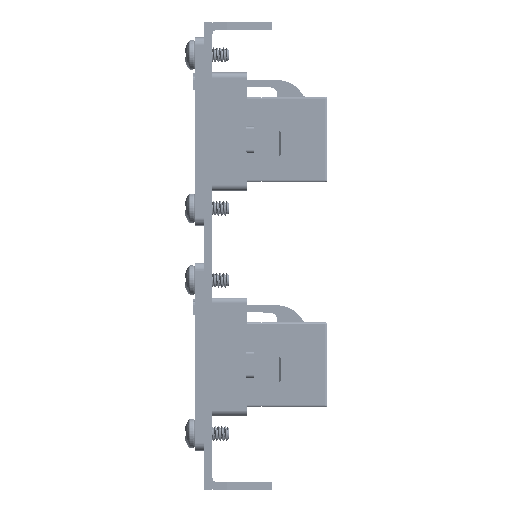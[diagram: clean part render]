
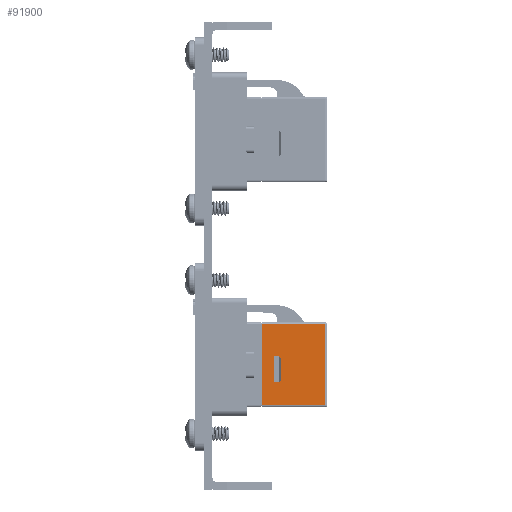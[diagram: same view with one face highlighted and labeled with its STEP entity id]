
A CAD part, left-side view. The second image highlights one B-rep face of the part: STEP entity #91900.
In plain terms, the highlighted face is planar.
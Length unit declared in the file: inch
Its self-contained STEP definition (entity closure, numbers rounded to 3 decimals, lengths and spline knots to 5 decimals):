
#35 = DIRECTION ( 'NONE',  ( 0., 1., 0. ) ) ;
#3074 = ORIENTED_EDGE ( 'NONE', *, *, #40767, .F. ) ;
#4376 = ORIENTED_EDGE ( 'NONE', *, *, #91230, .F. ) ;
#5721 = DIRECTION ( 'NONE',  ( 0., 0.707, 0.707 ) ) ;
#7089 = LINE ( 'NONE', #97911, #45602 ) ;
#8721 = EDGE_CURVE ( 'NONE', #70927, #24205, #57270, .T. ) ;
#9990 = LINE ( 'NONE', #95593, #28066 ) ;
#10257 = CARTESIAN_POINT ( 'NONE',  ( 0.2874, 0.06693, -0.09843 ) ) ;
#10275 = EDGE_CURVE ( 'NONE', #52710, #62474, #9990, .T. ) ;
#10520 = LINE ( 'NONE', #30945, #28569 ) ;
#11673 = DIRECTION ( 'NONE',  ( 0., 0., 1. ) ) ;
#13842 = CARTESIAN_POINT ( 'NONE',  ( 0.2874, -0.30118, 0.49213 ) ) ;
#14177 = LINE ( 'NONE', #93501, #91165 ) ;
#15712 = ORIENTED_EDGE ( 'NONE', *, *, #88711, .T. ) ;
#16444 = LINE ( 'NONE', #83095, #57338 ) ;
#18280 = DIRECTION ( 'NONE',  ( 0., 1., 0. ) ) ;
#20279 = VERTEX_POINT ( 'NONE', #43000 ) ;
#21909 = CARTESIAN_POINT ( 'NONE',  ( 0.2874, -0.12992, -0.12992 ) ) ;
#23212 = CARTESIAN_POINT ( 'NONE',  ( 0.2874, 0.06693, -0.12992 ) ) ;
#24205 = VERTEX_POINT ( 'NONE', #46769 ) ;
#25394 = EDGE_CURVE ( 'NONE', #56136, #46023, #28774, .T. ) ;
#26114 = DIRECTION ( 'NONE',  ( 0., -1., 0. ) ) ;
#28066 = VECTOR ( 'NONE', #18280, 39.37008 ) ;
#28270 = VERTEX_POINT ( 'NONE', #21909 ) ;
#28569 = VECTOR ( 'NONE', #38710, 39.37008 ) ;
#28774 = LINE ( 'NONE', #53516, #87698 ) ;
#30927 = VERTEX_POINT ( 'NONE', #23212 ) ;
#30945 = CARTESIAN_POINT ( 'NONE',  ( 0.2874, 0.06693, -0.09843 ) ) ;
#31314 = CARTESIAN_POINT ( 'NONE',  ( 0.2874, 0.30118, -0.00394 ) ) ;
#32012 = VECTOR ( 'NONE', #35, 39.37008 ) ;
#35331 = CARTESIAN_POINT ( 'NONE',  ( 0.2874, 0.30118, -0.47638 ) ) ;
#36396 = LINE ( 'NONE', #13842, #95309 ) ;
#37680 = ORIENTED_EDGE ( 'NONE', *, *, #49573, .T. ) ;
#38458 = CARTESIAN_POINT ( 'NONE',  ( 0.2874, -0.30118, -0.00394 ) ) ;
#38710 = DIRECTION ( 'NONE',  ( 0., 0., 1. ) ) ;
#39038 = EDGE_CURVE ( 'NONE', #20279, #28270, #16444, .T. ) ;
#40767 = EDGE_CURVE ( 'NONE', #30927, #79123, #10520, .T. ) ;
#41339 = ORIENTED_EDGE ( 'NONE', *, *, #8721, .F. ) ;
#42271 = VECTOR ( 'NONE', #80266, 39.37008 ) ;
#43000 = CARTESIAN_POINT ( 'NONE',  ( 0.2874, -0.12992, -0.09843 ) ) ;
#44077 = ORIENTED_EDGE ( 'NONE', *, *, #10275, .T. ) ;
#44786 = VECTOR ( 'NONE', #26114, 39.37008 ) ;
#44901 = ORIENTED_EDGE ( 'NONE', *, *, #25394, .F. ) ;
#45602 = VECTOR ( 'NONE', #5721, 39.37008 ) ;
#46023 = VERTEX_POINT ( 'NONE', #61089 ) ;
#46769 = CARTESIAN_POINT ( 'NONE',  ( 0.2874, 0.30118, -0.00394 ) ) ;
#47118 = DIRECTION ( 'NONE',  ( 0., 0.707, -0.707 ) ) ;
#49573 = EDGE_CURVE ( 'NONE', #62474, #24205, #83081, .T. ) ;
#52710 = VERTEX_POINT ( 'NONE', #59137 ) ;
#53516 = CARTESIAN_POINT ( 'NONE',  ( 0.2874, 0.04724, -0.14961 ) ) ;
#55298 = EDGE_CURVE ( 'NONE', #79123, #20279, #85655, .T. ) ;
#56136 = VERTEX_POINT ( 'NONE', #97677 ) ;
#57071 = CARTESIAN_POINT ( 'NONE',  ( 0.2874, 0.30118, 0.49213 ) ) ;
#57270 = LINE ( 'NONE', #31314, #32012 ) ;
#57338 = VECTOR ( 'NONE', #98620, 39.37008 ) ;
#57723 = DIRECTION ( 'NONE',  ( -1., 0., 0. ) ) ;
#59137 = CARTESIAN_POINT ( 'NONE',  ( 0.2874, -0.30118, -0.47638 ) ) ;
#59879 = AXIS2_PLACEMENT_3D ( 'NONE', #95768, #57723, #11673 ) ;
#60732 = EDGE_CURVE ( 'NONE', #46023, #30927, #7089, .T. ) ;
#60791 = ORIENTED_EDGE ( 'NONE', *, *, #39038, .F. ) ;
#61089 = CARTESIAN_POINT ( 'NONE',  ( 0.2874, 0.04724, -0.14961 ) ) ;
#62425 = EDGE_LOOP ( 'NONE', ( #41339, #15712, #44077, #37680 ) ) ;
#62474 = VERTEX_POINT ( 'NONE', #35331 ) ;
#64401 = CARTESIAN_POINT ( 'NONE',  ( 0.2874, 0.06693, -0.09843 ) ) ;
#69328 = DIRECTION ( 'NONE',  ( 0., 1., 0. ) ) ;
#70927 = VERTEX_POINT ( 'NONE', #38458 ) ;
#72550 = PLANE ( 'NONE',  #59879 ) ;
#75352 = DIRECTION ( 'NONE',  ( 0., 0., -1. ) ) ;
#79123 = VERTEX_POINT ( 'NONE', #10257 ) ;
#80266 = DIRECTION ( 'NONE',  ( 0., 0., 1. ) ) ;
#83081 = LINE ( 'NONE', #57071, #42271 ) ;
#83095 = CARTESIAN_POINT ( 'NONE',  ( 0.2874, -0.12992, -0.12992 ) ) ;
#85655 = LINE ( 'NONE', #64401, #44786 ) ;
#87698 = VECTOR ( 'NONE', #69328, 39.37008 ) ;
#88711 = EDGE_CURVE ( 'NONE', #70927, #52710, #36396, .T. ) ;
#90468 = FACE_BOUND ( 'NONE', #97128, .T. ) ;
#91165 = VECTOR ( 'NONE', #47118, 39.37008 ) ;
#91230 = EDGE_CURVE ( 'NONE', #28270, #56136, #14177, .T. ) ;
#91900 = ADVANCED_FACE ( 'NONE', ( #90468, #92851 ), #72550, .F. ) ;
#92851 = FACE_OUTER_BOUND ( 'NONE', #62425, .T. ) ;
#93501 = CARTESIAN_POINT ( 'NONE',  ( 0.2874, -0.11024, -0.14961 ) ) ;
#95309 = VECTOR ( 'NONE', #75352, 39.37008 ) ;
#95593 = CARTESIAN_POINT ( 'NONE',  ( 0.2874, -0.31693, -0.47638 ) ) ;
#95768 = CARTESIAN_POINT ( 'NONE',  ( 0.2874, -0.31693, 0.49213 ) ) ;
#97128 = EDGE_LOOP ( 'NONE', ( #97860, #3074, #99530, #44901, #4376, #60791 ) ) ;
#97677 = CARTESIAN_POINT ( 'NONE',  ( 0.2874, -0.11024, -0.14961 ) ) ;
#97860 = ORIENTED_EDGE ( 'NONE', *, *, #55298, .F. ) ;
#97911 = CARTESIAN_POINT ( 'NONE',  ( 0.2874, 0.06693, -0.12992 ) ) ;
#98620 = DIRECTION ( 'NONE',  ( 0., 0., -1. ) ) ;
#99530 = ORIENTED_EDGE ( 'NONE', *, *, #60732, .F. ) ;
